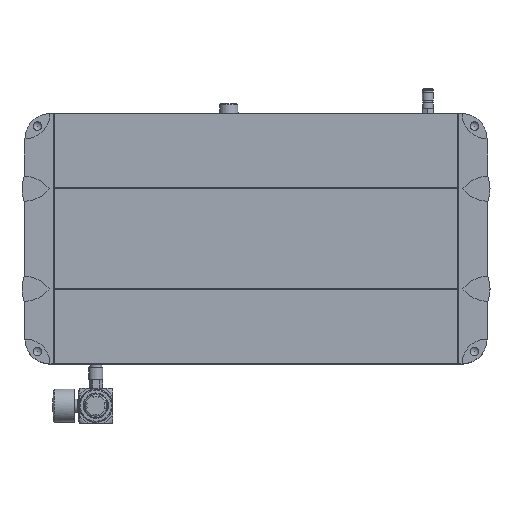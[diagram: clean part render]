
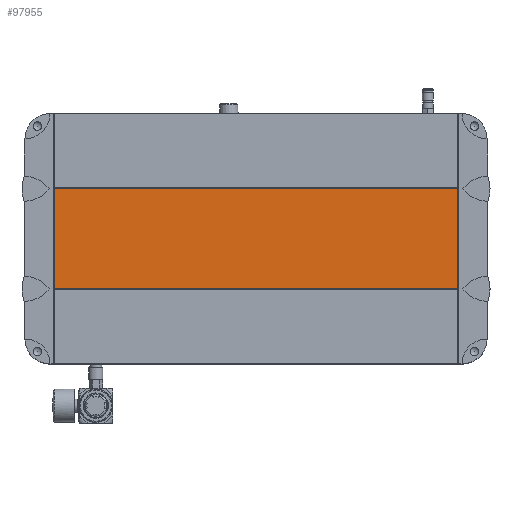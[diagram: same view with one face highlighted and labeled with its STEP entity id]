
A CAD part, top view. The second image highlights one B-rep face of the part: STEP entity #97955.
In plain terms, the highlighted planar face has unit normal (0, 0, 1).
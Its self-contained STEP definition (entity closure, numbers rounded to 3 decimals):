
#6544=LINE('',#126333,#15979);
#6548=LINE('',#126341,#15983);
#6551=LINE('',#126348,#15986);
#6552=LINE('',#126349,#15987);
#15979=VECTOR('',#108302,484.);
#15983=VECTOR('',#108310,120.);
#15986=VECTOR('',#108317,484.);
#15987=VECTOR('',#108318,120.);
#25677=PLANE('',#103508);
#29274=FACE_OUTER_BOUND('',#34739,.T.);
#34739=EDGE_LOOP('',(#66398,#66399,#66400,#66401));
#41733=VERTEX_POINT('',#126329);
#41734=VERTEX_POINT('',#126331);
#41736=VERTEX_POINT('',#126339);
#41738=VERTEX_POINT('',#126347);
#51564=EDGE_CURVE('',#41733,#41734,#6544,.T.);
#51568=EDGE_CURVE('',#41734,#41736,#6548,.T.);
#51571=EDGE_CURVE('',#41736,#41738,#6551,.T.);
#51572=EDGE_CURVE('',#41738,#41733,#6552,.T.);
#66398=ORIENTED_EDGE('',*,*,#51571,.T.);
#66399=ORIENTED_EDGE('',*,*,#51572,.T.);
#66400=ORIENTED_EDGE('',*,*,#51564,.T.);
#66401=ORIENTED_EDGE('',*,*,#51568,.T.);
#97955=ADVANCED_FACE('',(#29274),#25677,.F.);
#103508=AXIS2_PLACEMENT_3D('',#126346,#108315,#108316);
#108302=DIRECTION('',(-1.,0.,0.));
#108310=DIRECTION('',(0.,-1.,0.));
#108315=DIRECTION('center_axis',(0.,0.,-1.));
#108316=DIRECTION('ref_axis',(1.,0.,0.));
#108317=DIRECTION('',(1.,0.,0.));
#108318=DIRECTION('',(0.,1.,0.));
#126329=CARTESIAN_POINT('',(520.,40.059,160.));
#126331=CARTESIAN_POINT('',(36.,40.059,160.));
#126333=CARTESIAN_POINT('',(520.,40.059,160.));
#126339=CARTESIAN_POINT('',(36.,-79.941,160.));
#126341=CARTESIAN_POINT('',(36.,40.059,160.));
#126346=CARTESIAN_POINT('Origin',(278.,-19.941,160.));
#126347=CARTESIAN_POINT('',(520.,-79.941,160.));
#126348=CARTESIAN_POINT('',(36.,-79.941,160.));
#126349=CARTESIAN_POINT('',(520.,-79.941,160.));
